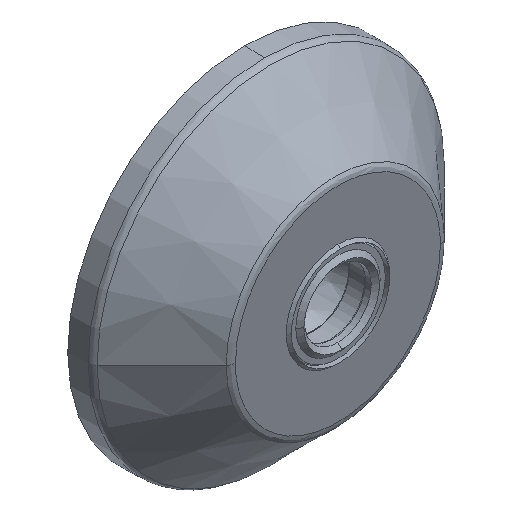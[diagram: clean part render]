
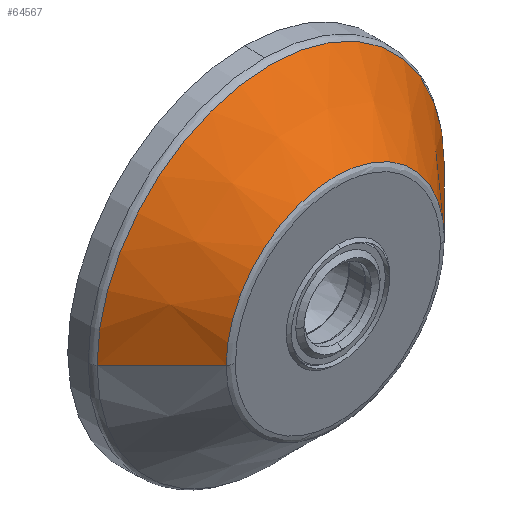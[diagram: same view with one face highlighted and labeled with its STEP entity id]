
A CAD part, isometric view. The second image highlights one B-rep face of the part: STEP entity #64567.
In plain terms, the highlighted conical face has half-angle 45 degrees and reference radius 37.268 mm.
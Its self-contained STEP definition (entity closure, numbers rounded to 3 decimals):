
#739 = EDGE_CURVE ( 'NONE', #26782, #1338, #14875, .T. ) ;
#1338 = VERTEX_POINT ( 'NONE', #24294 ) ;
#2158 = DIRECTION ( 'NONE',  ( 0., -1., 0. ) ) ;
#4346 = CARTESIAN_POINT ( 'NONE',  ( 0., 19.414, -23.411 ) ) ;
#4541 = VERTEX_POINT ( 'NONE', #26492 ) ;
#5859 = FACE_OUTER_BOUND ( 'NONE', #68749, .T. ) ;
#7484 = EDGE_CURVE ( 'NONE', #1338, #8613, #18548, .T. ) ;
#8147 = CONICAL_SURFACE ( 'NONE', #25302, 37.268, 0.785 ) ;
#8613 = VERTEX_POINT ( 'NONE', #29419 ) ;
#11187 = AXIS2_PLACEMENT_3D ( 'NONE', #24639, #24488, #24238 ) ;
#12037 = DIRECTION ( 'NONE',  ( 0., -1., 0. ) ) ;
#14875 = LINE ( 'NONE', #37963, #15713 ) ;
#15713 = VECTOR ( 'NONE', #31965, 1000. ) ;
#16462 = EDGE_CURVE ( 'NONE', #4541, #8613, #17316, .T. ) ;
#16628 = VECTOR ( 'NONE', #56867, 1000. ) ;
#17316 = LINE ( 'NONE', #59165, #16628 ) ;
#17442 = ORIENTED_EDGE ( 'NONE', *, *, #739, .T. ) ;
#18131 = ORIENTED_EDGE ( 'NONE', *, *, #16462, .F. ) ;
#18541 = ORIENTED_EDGE ( 'NONE', *, *, #34448, .T. ) ;
#18548 = CIRCLE ( 'NONE', #11187, 37.268 ) ;
#24238 = DIRECTION ( 'NONE',  ( 0., 0., -1. ) ) ;
#24294 = CARTESIAN_POINT ( 'NONE',  ( 0., 5.557, -37.268 ) ) ;
#24488 = DIRECTION ( 'NONE',  ( 0., 1., 0. ) ) ;
#24639 = CARTESIAN_POINT ( 'NONE',  ( 0., 5.557, 0. ) ) ;
#25302 = AXIS2_PLACEMENT_3D ( 'NONE', #66721, #2158, #57282 ) ;
#26492 = CARTESIAN_POINT ( 'NONE',  ( 0., 19.414, 23.411 ) ) ;
#26647 = ORIENTED_EDGE ( 'NONE', *, *, #7484, .T. ) ;
#26782 = VERTEX_POINT ( 'NONE', #4346 ) ;
#29419 = CARTESIAN_POINT ( 'NONE',  ( 0., 5.557, 37.268 ) ) ;
#31965 = DIRECTION ( 'NONE',  ( 0., -0.707, -0.707 ) ) ;
#34448 = EDGE_CURVE ( 'NONE', #4541, #26782, #43311, .T. ) ;
#37963 = CARTESIAN_POINT ( 'NONE',  ( 0., 5.557, -37.268 ) ) ;
#43311 = CIRCLE ( 'NONE', #53118, 23.411 ) ;
#45672 = CARTESIAN_POINT ( 'NONE',  ( 0., 19.414, 0. ) ) ;
#50739 = DIRECTION ( 'NONE',  ( 0., 0., -1. ) ) ;
#53118 = AXIS2_PLACEMENT_3D ( 'NONE', #45672, #12037, #50739 ) ;
#56867 = DIRECTION ( 'NONE',  ( 0., -0.707, 0.707 ) ) ;
#57282 = DIRECTION ( 'NONE',  ( 0., 0., -1. ) ) ;
#59165 = CARTESIAN_POINT ( 'NONE',  ( 0., 5.557, 37.268 ) ) ;
#64567 = ADVANCED_FACE ( 'NONE', ( #5859 ), #8147, .T. ) ;
#66721 = CARTESIAN_POINT ( 'NONE',  ( 0., 5.557, 0. ) ) ;
#68749 = EDGE_LOOP ( 'NONE', ( #18131, #18541, #17442, #26647 ) ) ;
